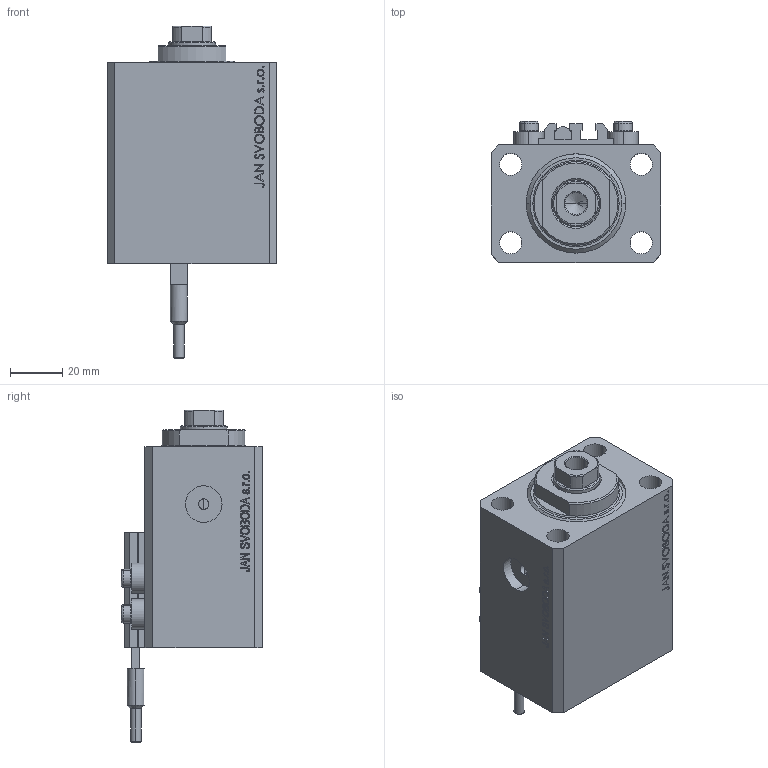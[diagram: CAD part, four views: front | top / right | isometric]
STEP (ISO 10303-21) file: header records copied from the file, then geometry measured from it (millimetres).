
FILE_DESCRIPTION (( 'STEP AP203' ), '1' );
FILE_NAME ('407d.STEP', '2024-06-20T12:10:55', ( '' ), ( '' ), 'SwSTEP 2.0', 'SolidWorks 2019', '' );
FILE_SCHEMA (( 'CONFIG_CONTROL_DESIGN' ));
Length unit declared in the file: millimetre
Products named in the file (6): V250CE_VC_C 6bc5fce5f64785475b2e0bf16fdb8891; 407d; SWITCH_V250CE 6bc5fce5f64785475b2e0bf16fdb8891; V250CE_C_Body 6bc5fce5f64785475b2e0bf16fdb8891; V250CE_C_VCP 6bc5fce5f64785475b2e0bf16fdb8891; ALLEN BOLT V250CE 6bc5fce5f64785475b2e0bf16fdb8891
Assembly tree (8 placements, depth 2):
  407d
    V250CE_C_Body 6bc5fce5f64785475b2e0bf16fdb8891
    ALLEN BOLT V250CE 6bc5fce5f64785475b2e0bf16fdb8891  x4
    V250CE_C_VCP 6bc5fce5f64785475b2e0bf16fdb8891
    V250CE_VC_C 6bc5fce5f64785475b2e0bf16fdb8891
    SWITCH_V250CE 6bc5fce5f64785475b2e0bf16fdb8891
Bounding box: 65 x 54 x 127 mm (x, y, z)
Volume: 213287.2 mm3; surface area: 59055.4 mm2
Topology: 9 solids, 9 shells, 1068 faces, 2674 edges, 1741 vertices
Faces by surface type: plane 520, bspline 374, cylinder 98, cone 60, torus 16
Entity records: 48261 total; most frequent: CARTESIAN_POINT 26053, ORIENTED_EDGE 5038, DIRECTION 3201, EDGE_CURVE 2519, VERTEX_POINT 1657, LINE 1523, VECTOR 1523, EDGE_LOOP 1118
